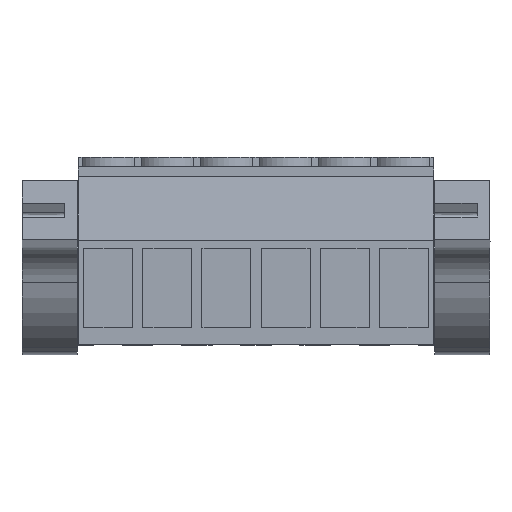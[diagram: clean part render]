
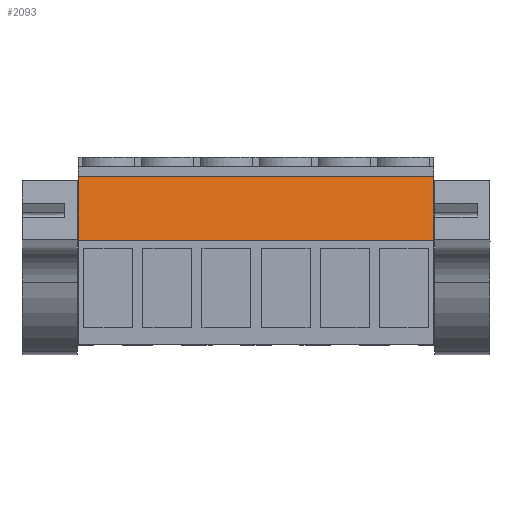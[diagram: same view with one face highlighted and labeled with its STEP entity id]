
A CAD part, top view. The second image highlights one B-rep face of the part: STEP entity #2093.
In plain terms, the highlighted planar face has unit normal (0, 0.18, 0.984).
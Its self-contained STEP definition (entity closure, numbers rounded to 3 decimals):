
#2073=AXIS2_PLACEMENT_3D('Plane Axis2P3D',#2070,#2071,#2072) ;
#77=CARTESIAN_POINT('Vertex',(4.85,9.805,19.751)) ;
#80=CARTESIAN_POINT('Line Origine',(4.85,12.537,19.251)) ;
#84=CARTESIAN_POINT('Vertex',(4.85,15.269,18.752)) ;
#2055=CARTESIAN_POINT('Vertex',(35.33,9.805,19.751)) ;
#2058=CARTESIAN_POINT('Line Origine',(20.09,9.805,19.751)) ;
#2070=CARTESIAN_POINT('Axis2P3D Location',(15.01,15.269,18.752)) ;
#2075=CARTESIAN_POINT('Line Origine',(35.33,12.537,19.251)) ;
#2079=CARTESIAN_POINT('Vertex',(35.33,15.269,18.752)) ;
#2082=CARTESIAN_POINT('Line Origine',(20.09,15.269,18.752)) ;
#81=DIRECTION('Vector Direction',(0.,-0.984,0.18)) ;
#2059=DIRECTION('Vector Direction',(1.,0.,0.)) ;
#2071=DIRECTION('Axis2P3D Direction',(0.,0.18,0.984)) ;
#2072=DIRECTION('Axis2P3D XDirection',(0.,-0.984,0.18)) ;
#2076=DIRECTION('Vector Direction',(0.,-0.984,0.18)) ;
#2083=DIRECTION('Vector Direction',(1.,0.,0.)) ;
#82=VECTOR('Line Direction',#81,1.) ;
#2060=VECTOR('Line Direction',#2059,1.) ;
#2077=VECTOR('Line Direction',#2076,1.) ;
#2084=VECTOR('Line Direction',#2083,1.) ;
#2088=ORIENTED_EDGE('',*,*,#86,.F.) ;
#2089=ORIENTED_EDGE('',*,*,#2062,.T.) ;
#2090=ORIENTED_EDGE('',*,*,#2081,.F.) ;
#2091=ORIENTED_EDGE('',*,*,#2086,.F.) ;
#2093=ADVANCED_FACE('HOUSING',(#2092),#2074,.T.) ;
#86=EDGE_CURVE('',#78,#85,#83,.F.) ;
#2062=EDGE_CURVE('',#78,#2056,#2061,.T.) ;
#2081=EDGE_CURVE('',#2080,#2056,#2078,.T.) ;
#2086=EDGE_CURVE('',#85,#2080,#2085,.T.) ;
#2087=EDGE_LOOP('',(#2088,#2089,#2090,#2091)) ;
#2092=FACE_OUTER_BOUND('',#2087,.T.) ;
#83=LINE('Line',#80,#82) ;
#2061=LINE('Line',#2058,#2060) ;
#2078=LINE('Line',#2075,#2077) ;
#2085=LINE('Line',#2082,#2084) ;
#2074=PLANE('',#2073) ;
#78=VERTEX_POINT('',#77) ;
#85=VERTEX_POINT('',#84) ;
#2056=VERTEX_POINT('',#2055) ;
#2080=VERTEX_POINT('',#2079) ;
